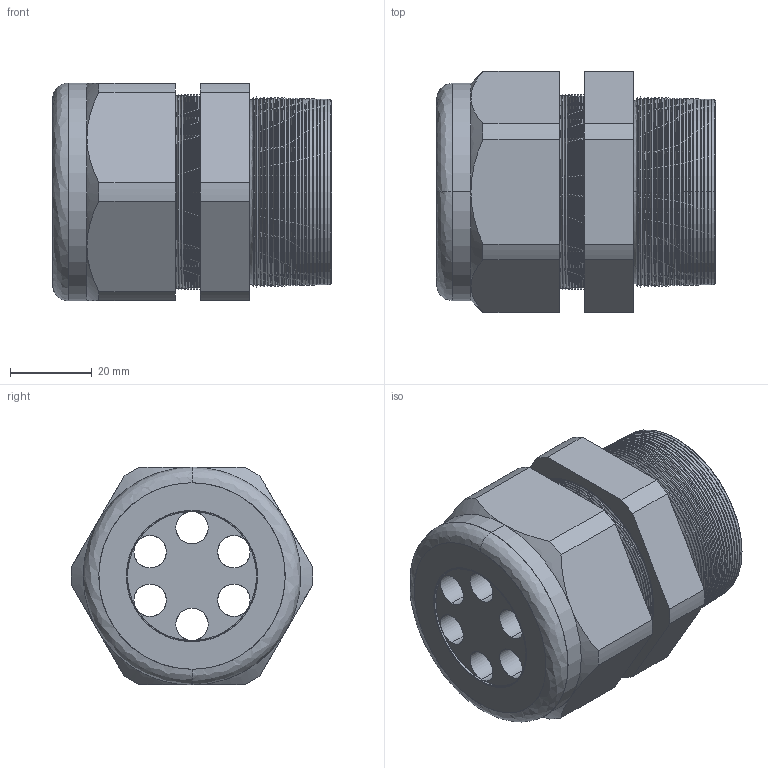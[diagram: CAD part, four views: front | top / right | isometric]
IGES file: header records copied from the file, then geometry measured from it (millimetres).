
Start section: SolidWorks IGES file using analytic representation for surfaces
Global section: file name: CD36N3-GY.IGS; native system: SolidWorks 2007; preprocessor: SolidWorks 2007; author: Administrator; date: 081117.164740; units: inch
Bounding box: 68.07 x 58.91 x 53.09 mm (x, y, z)
Surface area: 28719.5 mm2 (no closed solid volume)
Topology: 0 solids, 0 shells, 247 faces, 2286 edges, 2286 vertices
Faces by surface type: revolution 220, bspline 27
